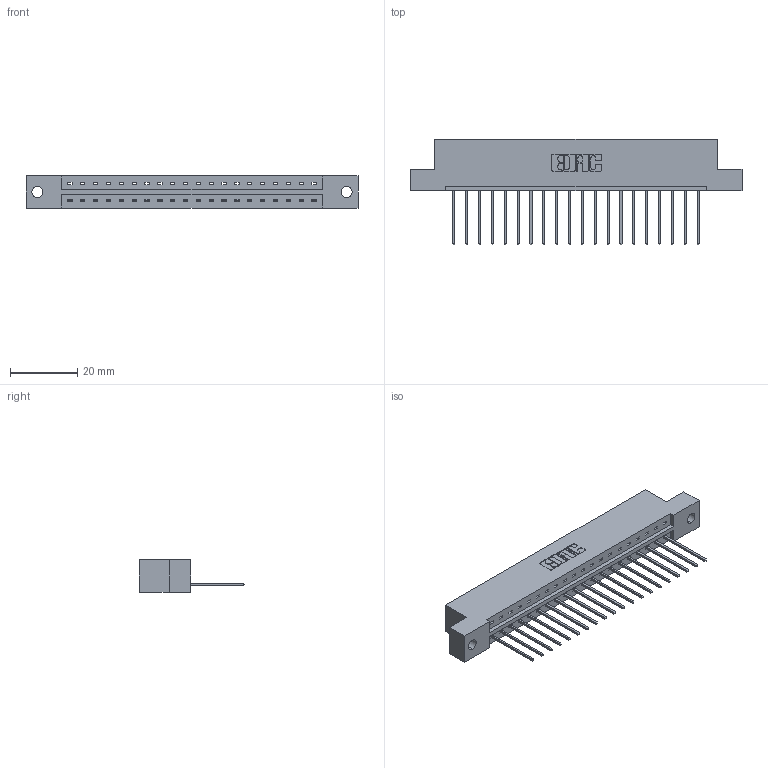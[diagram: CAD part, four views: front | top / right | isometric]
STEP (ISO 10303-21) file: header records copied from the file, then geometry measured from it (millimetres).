
FILE_DESCRIPTION (( 'STEP AP203' ), '1' );
FILE_NAME ('379-020-542-102.STEP', '2020-02-26T15:16:47', ( '' ), ( '' ), 'SwSTEP 2.0', 'SolidWorks 2016', '' );
FILE_SCHEMA (( 'CONFIG_CONTROL_DESIGN' ));
Length unit declared in the file: inch
Products named in the file (3): 379-020-542-102; 345-292-001_345-293-142; 379 Part_Flush - .128 Dia
Assembly tree (21 placements, depth 2):
  379-020-542-102
    379 Part_Flush - .128 Dia
    345-292-001_345-293-142  x20
Bounding box: 98.42 x 31.29 x 9.53 mm (x, y, z)
Volume: 10086.4 mm3; surface area: 10233.8 mm2
Topology: 21 solids, 21 shells, 1274 faces, 3831 edges, 2526 vertices
Faces by surface type: plane 910, cylinder 364
Entity records: 15093 total; most frequent: CARTESIAN_POINT 2614, ORIENTED_EDGE 2570, DIRECTION 2249, EDGE_CURVE 1285, VECTOR 1157, LINE 1157, VERTEX_POINT 854, AXIS2_PLACEMENT_3D 546
